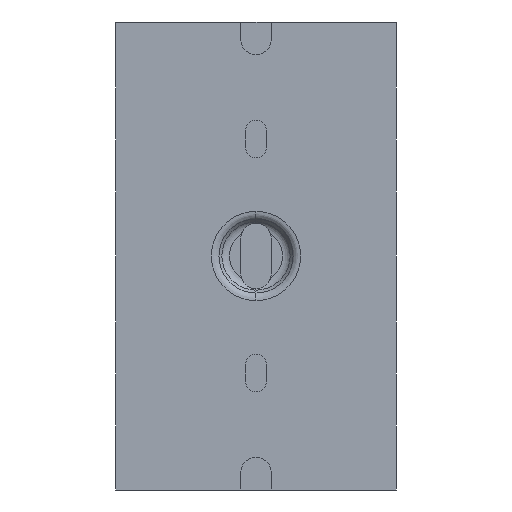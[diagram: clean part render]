
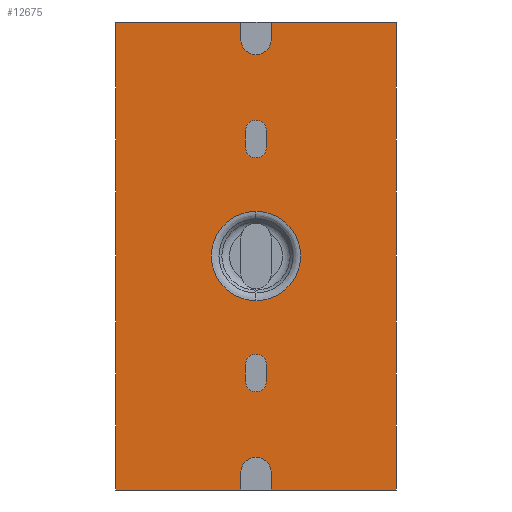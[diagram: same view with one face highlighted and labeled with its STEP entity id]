
A CAD part, front view. The second image highlights one B-rep face of the part: STEP entity #12675.
In plain terms, the highlighted planar face has unit normal (0, -1, 0).
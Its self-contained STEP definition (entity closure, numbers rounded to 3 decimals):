
#3708=DIRECTION('',(1.,0.,0.));
#3709=VECTOR('',#3708,26.75);
#3710=CARTESIAN_POINT('',(-40.,-52.2,1000.));
#3711=LINE('',#3710,#3709);
#3715=DIRECTION('',(0.,0.,-1.));
#3716=VECTOR('',#3715,3.75);
#3717=CARTESIAN_POINT('',(-13.25,-52.2,1000.));
#3718=LINE('',#3717,#3716);
#3722=CARTESIAN_POINT('',(-10.,-52.2,996.25));
#3723=DIRECTION('',(0.,-1.,0.));
#3724=DIRECTION('',(-1.,0.,0.));
#3725=AXIS2_PLACEMENT_3D('',#3722,#3723,#3724);
#3730=CARTESIAN_POINT('',(-10.,-52.2,996.25));
#3731=DIRECTION('',(0.,-1.,0.));
#3732=DIRECTION('',(0.,0.,-1.));
#3733=AXIS2_PLACEMENT_3D('',#3730,#3731,#3732);
#3738=DIRECTION('',(0.,0.,1.));
#3739=VECTOR('',#3738,3.75);
#3740=CARTESIAN_POINT('',(-6.75,-52.2,996.25));
#3741=LINE('',#3740,#3739);
#3745=DIRECTION('',(1.,0.,0.));
#3746=VECTOR('',#3745,26.75);
#3747=CARTESIAN_POINT('',(-6.75,-52.2,1000.));
#3748=LINE('',#3747,#3746);
#3752=DIRECTION('',(-1.,0.,0.));
#3753=VECTOR('',#3752,26.75);
#3754=CARTESIAN_POINT('',(20.,-52.2,900.));
#3755=LINE('',#3754,#3753);
#3759=DIRECTION('',(0.,0.,1.));
#3760=VECTOR('',#3759,3.75);
#3761=CARTESIAN_POINT('',(-6.75,-52.2,900.));
#3762=LINE('',#3761,#3760);
#3766=CARTESIAN_POINT('',(-10.,-52.2,903.75));
#3767=DIRECTION('',(0.,-1.,0.));
#3768=DIRECTION('',(1.,0.,0.));
#3769=AXIS2_PLACEMENT_3D('',#3766,#3767,#3768);
#3774=CARTESIAN_POINT('',(-10.,-52.2,903.75));
#3775=DIRECTION('',(0.,-1.,0.));
#3776=DIRECTION('',(0.,0.,1.));
#3777=AXIS2_PLACEMENT_3D('',#3774,#3775,#3776);
#3782=DIRECTION('',(0.,0.,-1.));
#3783=VECTOR('',#3782,3.75);
#3784=CARTESIAN_POINT('',(-13.25,-52.2,903.75));
#3785=LINE('',#3784,#3783);
#3789=DIRECTION('',(0.,0.,1.));
#3790=VECTOR('',#3789,3.5);
#3791=CARTESIAN_POINT('',(-7.75,-52.2,973.25));
#3792=LINE('',#3791,#3790);
#3796=CARTESIAN_POINT('',(-10.,-52.2,976.75));
#3797=DIRECTION('',(0.,-1.,0.));
#3798=DIRECTION('',(1.,0.,0.));
#3799=AXIS2_PLACEMENT_3D('',#3796,#3797,#3798);
#3804=CARTESIAN_POINT('',(-10.,-52.2,976.75));
#3805=DIRECTION('',(0.,-1.,0.));
#3806=DIRECTION('',(0.,0.,1.));
#3807=AXIS2_PLACEMENT_3D('',#3804,#3805,#3806);
#3812=DIRECTION('',(0.,0.,-1.));
#3813=VECTOR('',#3812,3.5);
#3814=CARTESIAN_POINT('',(-12.25,-52.2,976.75));
#3815=LINE('',#3814,#3813);
#3819=CARTESIAN_POINT('',(-10.,-52.2,973.25));
#3820=DIRECTION('',(0.,-1.,0.));
#3821=DIRECTION('',(-1.,0.,0.));
#3822=AXIS2_PLACEMENT_3D('',#3819,#3820,#3821);
#3827=CARTESIAN_POINT('',(-10.,-52.2,973.25));
#3828=DIRECTION('',(0.,-1.,0.));
#3829=DIRECTION('',(0.,0.,-1.));
#3830=AXIS2_PLACEMENT_3D('',#3827,#3828,#3829);
#3835=CARTESIAN_POINT('',(-10.,-52.2,
950.));
#3836=DIRECTION('',(0.,-1.,0.));
#3837=DIRECTION('',(0.,0.,-1.));
#3838=AXIS2_PLACEMENT_3D('',#3835,#3836,#3837);
#3843=CARTESIAN_POINT('',(-10.,-52.2,
950.));
#3844=DIRECTION('',(0.,-1.,0.));
#3845=DIRECTION('',(0.,0.,1.));
#3846=AXIS2_PLACEMENT_3D('',#3843,#3844,#3845);
#3851=DIRECTION('',(0.,0.,1.));
#3852=VECTOR('',#3851,3.5);
#3853=CARTESIAN_POINT('',(-7.75,-52.2,923.25));
#3854=LINE('',#3853,#3852);
#3858=CARTESIAN_POINT('',(-10.,-52.2,926.75));
#3859=DIRECTION('',(0.,-1.,0.));
#3860=DIRECTION('',(1.,0.,0.));
#3861=AXIS2_PLACEMENT_3D('',#3858,#3859,#3860);
#3866=CARTESIAN_POINT('',(-10.,-52.2,926.75));
#3867=DIRECTION('',(0.,-1.,0.));
#3868=DIRECTION('',(0.,0.,1.));
#3869=AXIS2_PLACEMENT_3D('',#3866,#3867,#3868);
#3874=DIRECTION('',(0.,0.,-1.));
#3875=VECTOR('',#3874,3.5);
#3876=CARTESIAN_POINT('',(-12.25,-52.2,926.75));
#3877=LINE('',#3876,#3875);
#3881=CARTESIAN_POINT('',(-10.,-52.2,923.25));
#3882=DIRECTION('',(0.,-1.,0.));
#3883=DIRECTION('',(-1.,0.,0.));
#3884=AXIS2_PLACEMENT_3D('',#3881,#3882,#3883);
#3889=CARTESIAN_POINT('',(-10.,-52.2,923.25));
#3890=DIRECTION('',(0.,-1.,0.));
#3891=DIRECTION('',(0.,0.,-1.));
#3892=AXIS2_PLACEMENT_3D('',#3889,#3890,#3891);
#3946=DIRECTION('',(1.,0.,0.));
#3947=VECTOR('',#3946,26.75);
#3948=CARTESIAN_POINT('',(-40.,-52.2,900.));
#3949=LINE('',#3948,#3947);
#4404=DIRECTION('',(0.,0.,-1.));
#4405=VECTOR('',#4404,100.);
#4406=CARTESIAN_POINT('',(-40.,-52.2,1000.));
#4407=LINE('',#4406,#4405);
#7581=DIRECTION('',(0.,0.,1.));
#7582=VECTOR('',#7581,100.);
#7583=CARTESIAN_POINT('',(20.,-52.2,900.));
#7584=LINE('',#7583,#7582);
#10936=CARTESIAN_POINT('',(-6.75,-52.2,900.));
#10937=VERTEX_POINT('',#10936);
#10938=CARTESIAN_POINT('',(20.,-52.2,900.));
#10939=VERTEX_POINT('',#10938);
#11004=CARTESIAN_POINT('',(-12.25,-52.2,923.25));
#11005=VERTEX_POINT('',#11004);
#11006=CARTESIAN_POINT('',(-12.25,-52.2,926.75));
#11007=VERTEX_POINT('',#11006);
#11008=CARTESIAN_POINT('',(-10.,-52.2,921.));
#11009=VERTEX_POINT('',#11008);
#11010=CARTESIAN_POINT('',(-7.75,-52.2,923.25));
#11011=VERTEX_POINT('',#11010);
#11012=CARTESIAN_POINT('',(-40.,-52.2,900.));
#11013=CARTESIAN_POINT('',(-13.25,-52.2,900.));
#11014=VERTEX_POINT('',#11012);
#11015=VERTEX_POINT('',#11013);
#11016=CARTESIAN_POINT('',(-40.,-52.2,1000.));
#11017=VERTEX_POINT('',#11016);
#11018=CARTESIAN_POINT('',(-13.25,-52.2,1000.));
#11019=VERTEX_POINT('',#11018);
#11020=CARTESIAN_POINT('',(-13.25,-52.2,996.25));
#11021=VERTEX_POINT('',#11020);
#11022=CARTESIAN_POINT('',(-10.,-52.2,993.));
#11023=VERTEX_POINT('',#11022);
#11024=CARTESIAN_POINT('',(-6.75,-52.2,996.25));
#11025=VERTEX_POINT('',#11024);
#11026=CARTESIAN_POINT('',(-6.75,-52.2,1000.));
#11027=VERTEX_POINT('',#11026);
#11028=CARTESIAN_POINT('',(20.,-52.2,1000.));
#11029=VERTEX_POINT('',#11028);
#11030=CARTESIAN_POINT('',(-6.75,-52.2,903.75));
#11031=VERTEX_POINT('',#11030);
#11032=CARTESIAN_POINT('',(-10.,-52.2,907.));
#11033=VERTEX_POINT('',#11032);
#11034=CARTESIAN_POINT('',(-13.25,-52.2,903.75));
#11035=VERTEX_POINT('',#11034);
#11036=CARTESIAN_POINT('',(-7.75,-52.2,973.25));
#11037=CARTESIAN_POINT('',(-7.75,-52.2,976.75));
#11038=VERTEX_POINT('',#11036);
#11039=VERTEX_POINT('',#11037);
#11040=CARTESIAN_POINT('',(-10.,-52.2,979.));
#11041=VERTEX_POINT('',#11040);
#11042=CARTESIAN_POINT('',(-12.25,-52.2,976.75));
#11043=VERTEX_POINT('',#11042);
#11044=CARTESIAN_POINT('',(-12.25,-52.2,973.25));
#11045=VERTEX_POINT('',#11044);
#11046=CARTESIAN_POINT('',(-10.,-52.2,971.));
#11047=VERTEX_POINT('',#11046);
#11048=CARTESIAN_POINT('',(-10.,-52.2,
940.468));
#11049=CARTESIAN_POINT('',(-10.,-52.2,
959.532));
#11050=VERTEX_POINT('',#11048);
#11051=VERTEX_POINT('',#11049);
#11052=CARTESIAN_POINT('',(-7.75,-52.2,926.75));
#11053=VERTEX_POINT('',#11052);
#11054=CARTESIAN_POINT('',(-10.,-52.2,929.));
#11055=VERTEX_POINT('',#11054);
#12608=CARTESIAN_POINT('',(20.,-52.2,-1000.));
#12609=DIRECTION('',(0.,1.,0.));
#12610=DIRECTION('',(-1.,0.,0.));
#12611=AXIS2_PLACEMENT_3D('',#12608,#12609,#12610);
#12612=PLANE('',#12611);
#12614=ORIENTED_EDGE('',*,*,#12613,.F.);
#12616=ORIENTED_EDGE('',*,*,#12615,.F.);
#12617=ORIENTED_EDGE('',*,*,#12582,.T.);
#12619=ORIENTED_EDGE('',*,*,#12618,.T.);
#12621=ORIENTED_EDGE('',*,*,#12620,.T.);
#12623=ORIENTED_EDGE('',*,*,#12622,.T.);
#12625=ORIENTED_EDGE('',*,*,#12624,.T.);
#12627=ORIENTED_EDGE('',*,*,#12626,.T.);
#12629=ORIENTED_EDGE('',*,*,#12628,.F.);
#12630=ORIENTED_EDGE('',*,*,#12487,.T.);
#12632=ORIENTED_EDGE('',*,*,#12631,.T.);
#12634=ORIENTED_EDGE('',*,*,#12633,.T.);
#12636=ORIENTED_EDGE('',*,*,#12635,.T.);
#12638=ORIENTED_EDGE('',*,*,#12637,.T.);
#12639=EDGE_LOOP('',(#12614,#12616,#12617,#12619,#12621,#12623,#12625,#12627,
#12629,#12630,#12632,#12634,#12636,#12638));
#12640=FACE_OUTER_BOUND('',#12639,.F.);
#12642=ORIENTED_EDGE('',*,*,#12641,.T.);
#12644=ORIENTED_EDGE('',*,*,#12643,.T.);
#12646=ORIENTED_EDGE('',*,*,#12645,.T.);
#12648=ORIENTED_EDGE('',*,*,#12647,.T.);
#12650=ORIENTED_EDGE('',*,*,#12649,.T.);
#12652=ORIENTED_EDGE('',*,*,#12651,.T.);
#12653=EDGE_LOOP('',(#12642,#12644,#12646,#12648,#12650,#12652));
#12654=FACE_BOUND('',#12653,.F.);
#12656=ORIENTED_EDGE('',*,*,#12655,.T.);
#12658=ORIENTED_EDGE('',*,*,#12657,.T.);
#12659=EDGE_LOOP('',(#12656,#12658));
#12660=FACE_BOUND('',#12659,.F.);
#12662=ORIENTED_EDGE('',*,*,#12661,.T.);
#12664=ORIENTED_EDGE('',*,*,#12663,.T.);
#12666=ORIENTED_EDGE('',*,*,#12665,.T.);
#12668=ORIENTED_EDGE('',*,*,#12667,.T.);
#12670=ORIENTED_EDGE('',*,*,#12669,.T.);
#12672=ORIENTED_EDGE('',*,*,#12671,.T.);
#12673=EDGE_LOOP('',(#12662,#12664,#12666,#12668,#12670,#12672));
#12674=FACE_BOUND('',#12673,.F.);
#3726=CIRCLE('',#3725,3.25);
#3734=CIRCLE('',#3733,3.25);
#3770=CIRCLE('',#3769,3.25);
#3778=CIRCLE('',#3777,3.25);
#3800=CIRCLE('',#3799,2.25);
#3808=CIRCLE('',#3807,2.25);
#3823=CIRCLE('',#3822,2.25);
#3831=CIRCLE('',#3830,2.25);
#3839=CIRCLE('',#3838,9.532);
#3847=CIRCLE('',#3846,9.532);
#3862=CIRCLE('',#3861,2.25);
#3870=CIRCLE('',#3869,2.25);
#3885=CIRCLE('',#3884,2.25);
#3893=CIRCLE('',#3892,2.25);
#12487=EDGE_CURVE('',#10939,#10937,#3755,.T.);
#12582=EDGE_CURVE('',#11017,#11019,#3711,.T.);
#12613=EDGE_CURVE('',#11014,#11015,#3949,.T.);
#12615=EDGE_CURVE('',#11017,#11014,#4407,.T.);
#12618=EDGE_CURVE('',#11019,#11021,#3718,.T.);
#12620=EDGE_CURVE('',#11021,#11023,#3726,.T.);
#12622=EDGE_CURVE('',#11023,#11025,#3734,.T.);
#12624=EDGE_CURVE('',#11025,#11027,#3741,.T.);
#12626=EDGE_CURVE('',#11027,#11029,#3748,.T.);
#12628=EDGE_CURVE('',#10939,#11029,#7584,.T.);
#12631=EDGE_CURVE('',#10937,#11031,#3762,.T.);
#12633=EDGE_CURVE('',#11031,#11033,#3770,.T.);
#12635=EDGE_CURVE('',#11033,#11035,#3778,.T.);
#12637=EDGE_CURVE('',#11035,#11015,#3785,.T.);
#12641=EDGE_CURVE('',#11038,#11039,#3792,.T.);
#12643=EDGE_CURVE('',#11039,#11041,#3800,.T.);
#12645=EDGE_CURVE('',#11041,#11043,#3808,.T.);
#12647=EDGE_CURVE('',#11043,#11045,#3815,.T.);
#12649=EDGE_CURVE('',#11045,#11047,#3823,.T.);
#12651=EDGE_CURVE('',#11047,#11038,#3831,.T.);
#12655=EDGE_CURVE('',#11050,#11051,#3839,.T.);
#12657=EDGE_CURVE('',#11051,#11050,#3847,.T.);
#12661=EDGE_CURVE('',#11011,#11053,#3854,.T.);
#12663=EDGE_CURVE('',#11053,#11055,#3862,.T.);
#12665=EDGE_CURVE('',#11055,#11007,#3870,.T.);
#12667=EDGE_CURVE('',#11007,#11005,#3877,.T.);
#12669=EDGE_CURVE('',#11005,#11009,#3885,.T.);
#12671=EDGE_CURVE('',#11009,#11011,#3893,.T.);
#12675=ADVANCED_FACE('',(#12640,#12654,#12660,#12674),#12612,.F.);
